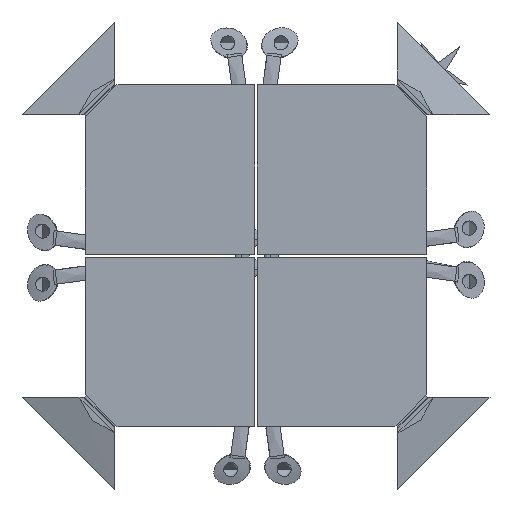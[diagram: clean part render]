
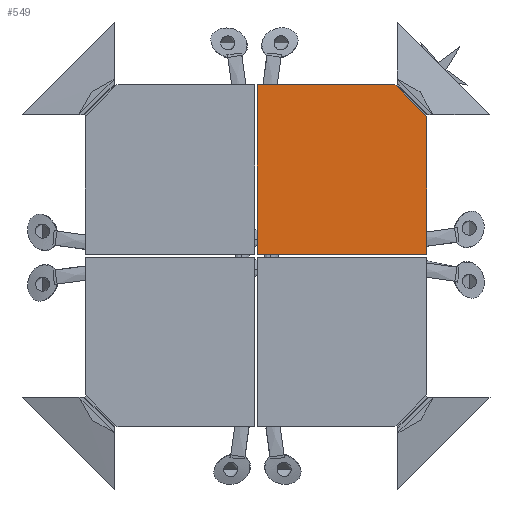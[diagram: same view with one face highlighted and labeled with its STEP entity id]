
A CAD part, top view. The second image highlights one B-rep face of the part: STEP entity #549.
In plain terms, the highlighted planar face has unit normal (0, 0, 1).
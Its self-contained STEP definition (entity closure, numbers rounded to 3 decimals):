
#152=PLANE('',#4042);
#549=ADVANCED_FACE('',(#807),#152,.T.);
#807=FACE_OUTER_BOUND('',#1065,.T.);
#1065=EDGE_LOOP('',(#1391,#1392,#1393,#1394,#1395));
#1391=ORIENTED_EDGE('',*,*,#2450,.F.);
#1392=ORIENTED_EDGE('',*,*,#2456,.F.);
#1393=ORIENTED_EDGE('',*,*,#2462,.F.);
#1394=ORIENTED_EDGE('',*,*,#2457,.F.);
#1395=ORIENTED_EDGE('',*,*,#2454,.T.);
#2450=EDGE_CURVE('',#3584,#3585,#2994,.T.);
#2454=EDGE_CURVE('',#3588,#3585,#2998,.T.);
#2456=EDGE_CURVE('',#3590,#3584,#3427,.T.);
#2457=EDGE_CURVE('',#3588,#3589,#3428,.T.);
#2462=EDGE_CURVE('',#3589,#3590,#3433,.T.);
#2994=B_SPLINE_CURVE_WITH_KNOTS('',1,(#4455,#4456),.UNSPECIFIED.,.F.,.F.,
(2,2),(0.,0.606),.UNSPECIFIED.);
#2998=B_SPLINE_CURVE_WITH_KNOTS('',1,(#4463,#4464),.UNSPECIFIED.,.F.,.F.,
(2,2),(0.,0.606),.UNSPECIFIED.);
#3427=(
BOUNDED_CURVE()
B_SPLINE_CURVE(2,(#4467,#4468,#4469),.UNSPECIFIED.,.F.,.F.)
B_SPLINE_CURVE_WITH_KNOTS((3,3),(-2.154,-1.667),
 .UNSPECIFIED.)
CURVE()
GEOMETRIC_REPRESENTATION_ITEM()
RATIONAL_B_SPLINE_CURVE((1.,1.,1.))
REPRESENTATION_ITEM('')
);
#3428=(
BOUNDED_CURVE()
B_SPLINE_CURVE(2,(#4470,#4471,#4472),.UNSPECIFIED.,.F.,.F.)
B_SPLINE_CURVE_WITH_KNOTS((3,3),(-2.827,-2.34),
 .UNSPECIFIED.)
CURVE()
GEOMETRIC_REPRESENTATION_ITEM()
RATIONAL_B_SPLINE_CURVE((1.,1.,1.))
REPRESENTATION_ITEM('')
);
#3433=(
BOUNDED_CURVE()
B_SPLINE_CURVE(2,(#4483,#4484,#4485),.UNSPECIFIED.,.F.,.F.)
B_SPLINE_CURVE_WITH_KNOTS((3,3),(-2.34,-2.154),
 .UNSPECIFIED.)
CURVE()
GEOMETRIC_REPRESENTATION_ITEM()
RATIONAL_B_SPLINE_CURVE((1.,0.707,1.))
REPRESENTATION_ITEM('')
);
#3584=VERTEX_POINT('',#4444);
#3585=VERTEX_POINT('',#4445);
#3588=VERTEX_POINT('',#4448);
#3589=VERTEX_POINT('',#4449);
#3590=VERTEX_POINT('',#4450);
#4042=AXIS2_PLACEMENT_3D('',#4423,#4094,$);
#4094=DIRECTION('',(0.,0.,1.));
#4423=CARTESIAN_POINT('',(37.716,-0.886,10.998));
#4444=CARTESIAN_POINT('',(33.873,18.457,10.998));
#4445=CARTESIAN_POINT('',(18.627,18.457,10.998));
#4448=CARTESIAN_POINT('',(18.627,33.703,10.998));
#4449=CARTESIAN_POINT('',(31.,33.703,10.998));
#4450=CARTESIAN_POINT('',(33.873,30.83,10.998));
#4455=CARTESIAN_POINT('',(33.873,18.457,10.998));
#4456=CARTESIAN_POINT('',(18.627,18.457,10.998));
#4463=CARTESIAN_POINT('',(18.627,33.703,10.998));
#4464=CARTESIAN_POINT('',(18.627,18.457,10.998));
#4467=CARTESIAN_POINT('',(33.873,30.83,10.998));
#4468=CARTESIAN_POINT('',(33.873,24.644,10.998));
#4469=CARTESIAN_POINT('',(33.873,18.457,10.998));
#4470=CARTESIAN_POINT('',(18.627,33.703,10.998));
#4471=CARTESIAN_POINT('',(24.814,33.703,10.998));
#4472=CARTESIAN_POINT('',(31.,33.703,10.998));
#4483=CARTESIAN_POINT('',(31.,33.703,10.998));
#4484=CARTESIAN_POINT('',(33.873,33.703,10.998));
#4485=CARTESIAN_POINT('',(33.873,30.83,10.998));
